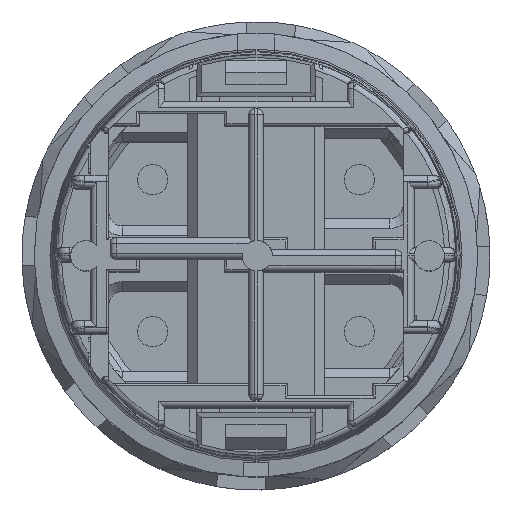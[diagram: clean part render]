
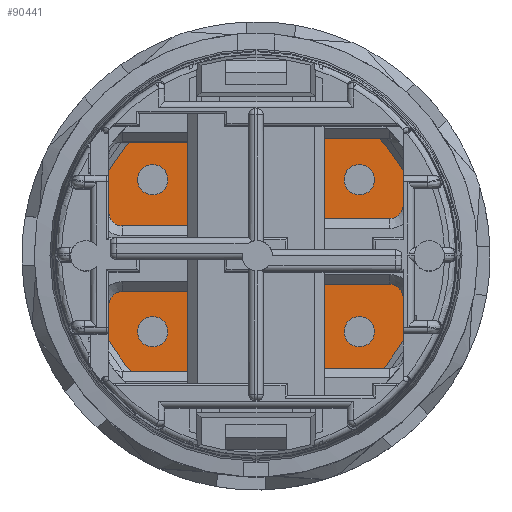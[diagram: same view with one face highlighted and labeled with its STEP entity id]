
A CAD part, top view. The second image highlights one B-rep face of the part: STEP entity #90441.
In plain terms, the highlighted planar face has unit normal (0, 0, 1).
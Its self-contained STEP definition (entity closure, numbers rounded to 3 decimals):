
#252 = DIRECTION ( 'NONE',  ( 0., 0., 1. ) ) ;
#258 = PLANE ( 'NONE',  #87959 ) ;
#260 = CARTESIAN_POINT ( 'NONE',  ( 0., 0., 0.448 ) ) ;
#261 = DIRECTION ( 'NONE',  ( 1., 0., 0. ) ) ;
#1492 = CARTESIAN_POINT ( 'NONE',  ( 5., 6.25, 0.448 ) ) ;
#1496 = CARTESIAN_POINT ( 'NONE',  ( -7.25, 6.25, 0.448 ) ) ;
#1598 = CARTESIAN_POINT ( 'NONE',  ( -5., 6.25, 0.448 ) ) ;
#1612 = CARTESIAN_POINT ( 'NONE',  ( -5., -6.25, 0.448 ) ) ;
#1671 = CARTESIAN_POINT ( 'NONE',  ( 5., -6.25, 0.448 ) ) ;
#1699 = CARTESIAN_POINT ( 'NONE',  ( -14., 0., 0.448 ) ) ;
#3103 = CARTESIAN_POINT ( 'NONE',  ( -8.5, 6.25, 0.448 ) ) ;
#3104 = DIRECTION ( 'NONE',  ( 0., 0., 1. ) ) ;
#3105 = DIRECTION ( 'NONE',  ( -1., 0., 0. ) ) ;
#3113 = CARTESIAN_POINT ( 'NONE',  ( -8.5, -6.25, 0.448 ) ) ;
#3114 = DIRECTION ( 'NONE',  ( 0., 0., 1. ) ) ;
#3115 = DIRECTION ( 'NONE',  ( 1., 0., 0. ) ) ;
#3123 = CARTESIAN_POINT ( 'NONE',  ( 8.5, -6.25, 0.448 ) ) ;
#3124 = DIRECTION ( 'NONE',  ( 0., 0., 1. ) ) ;
#3125 = DIRECTION ( 'NONE',  ( -1., 0., 0. ) ) ;
#3133 = CARTESIAN_POINT ( 'NONE',  ( 8.5, 6.25, 0.448 ) ) ;
#3134 = DIRECTION ( 'NONE',  ( 0., 0., 1. ) ) ;
#3135 = DIRECTION ( 'NONE',  ( 1., 0., 0. ) ) ;
#3329 = CARTESIAN_POINT ( 'NONE',  ( 0., 0., 0.448 ) ) ;
#3331 = DIRECTION ( 'NONE',  ( 0., 0., 1. ) ) ;
#3333 = DIRECTION ( 'NONE',  ( 1., 0., 0. ) ) ;
#3388 = CARTESIAN_POINT ( 'NONE',  ( 0., -6.25, 0.448 ) ) ;
#3390 = DIRECTION ( 'NONE',  ( 0., 0., -1. ) ) ;
#3392 = DIRECTION ( 'NONE',  ( 1., 0., 0. ) ) ;
#3412 = CARTESIAN_POINT ( 'NONE',  ( 0., 6.25, 0.448 ) ) ;
#3414 = DIRECTION ( 'NONE',  ( 0., 0., 1. ) ) ;
#3416 = DIRECTION ( 'NONE',  ( 1., 0., 0. ) ) ;
#3670 = CARTESIAN_POINT ( 'NONE',  ( -8.5, -6.25, 0.448 ) ) ;
#3672 = DIRECTION ( 'NONE',  ( 0., 0., 1. ) ) ;
#3674 = DIRECTION ( 'NONE',  ( 1., 0., 0. ) ) ;
#3677 = CARTESIAN_POINT ( 'NONE',  ( 8.5, 6.25, 0.448 ) ) ;
#3679 = DIRECTION ( 'NONE',  ( 0., 0., 1. ) ) ;
#3680 = DIRECTION ( 'NONE',  ( 1., 0., 0. ) ) ;
#3684 = CARTESIAN_POINT ( 'NONE',  ( 0., 0., 0.448 ) ) ;
#3685 = DIRECTION ( 'NONE',  ( 0., 0., 1. ) ) ;
#3687 = DIRECTION ( 'NONE',  ( 1., 0., 0. ) ) ;
#3690 = CARTESIAN_POINT ( 'NONE',  ( 0., 6.25, 0.448 ) ) ;
#3692 = DIRECTION ( 'NONE',  ( 0., 0., 1. ) ) ;
#3694 = DIRECTION ( 'NONE',  ( 1., 0., 0. ) ) ;
#3697 = CARTESIAN_POINT ( 'NONE',  ( 0., -6.25, 0.448 ) ) ;
#3699 = DIRECTION ( 'NONE',  ( 0., 0., -1. ) ) ;
#3701 = DIRECTION ( 'NONE',  ( 1., 0., 0. ) ) ;
#3705 = CARTESIAN_POINT ( 'NONE',  ( 8.5, -6.25, 0.448 ) ) ;
#3707 = DIRECTION ( 'NONE',  ( 0., 0., 1. ) ) ;
#3708 = DIRECTION ( 'NONE',  ( -1., 0., 0. ) ) ;
#3713 = CARTESIAN_POINT ( 'NONE',  ( -8.5, 6.25, 0.448 ) ) ;
#3714 = DIRECTION ( 'NONE',  ( 0., 0., 1. ) ) ;
#3716 = DIRECTION ( 'NONE',  ( -1., 0., 0. ) ) ;
#4282 = EDGE_CURVE ( 'NONE', #12449, #100569, #9544, .T. ) ;
#4286 = EDGE_CURVE ( 'NONE', #100588, #100587, #9555, .T. ) ;
#4290 = EDGE_CURVE ( 'NONE', #100585, #100564, #9564, .T. ) ;
#4294 = EDGE_CURVE ( 'NONE', #100558, #44231, #9574, .T. ) ;
#4336 = EDGE_CURVE ( 'NONE', #13102, #100488, #9683, .T. ) ;
#4347 = EDGE_CURVE ( 'NONE', #12995, #12766, #9709, .T. ) ;
#4351 = EDGE_CURVE ( 'NONE', #12714, #12442, #9725, .T. ) ;
#4395 = EDGE_CURVE ( 'NONE', #100587, #100588, #9817, .T. ) ;
#4396 = EDGE_CURVE ( 'NONE', #44231, #100558, #9831, .T. ) ;
#4397 = EDGE_CURVE ( 'NONE', #100488, #13102, #9832, .T. ) ;
#4398 = EDGE_CURVE ( 'NONE', #12442, #12714, #9833, .T. ) ;
#4399 = EDGE_CURVE ( 'NONE', #12766, #12995, #9835, .T. ) ;
#4400 = EDGE_CURVE ( 'NONE', #100564, #100585, #9836, .T. ) ;
#4401 = EDGE_CURVE ( 'NONE', #100569, #12449, #9838, .T. ) ;
#9544 = CIRCLE ( 'NONE', #76047, 1.25 ) ;
#9555 = CIRCLE ( 'NONE', #76052, 1.25 ) ;
#9564 = CIRCLE ( 'NONE', #76056, 1.25 ) ;
#9574 = CIRCLE ( 'NONE', #76060, 1.25 ) ;
#9683 = CIRCLE ( 'NONE', #76105, 14. ) ;
#9709 = CIRCLE ( 'NONE', #76116, 5. ) ;
#9725 = CIRCLE ( 'NONE', #76120, 5. ) ;
#9817 = CIRCLE ( 'NONE', #76170, 1.25 ) ;
#9831 = CIRCLE ( 'NONE', #76172, 1.25 ) ;
#9832 = CIRCLE ( 'NONE', #76174, 14. ) ;
#9833 = CIRCLE ( 'NONE', #76176, 5. ) ;
#9835 = CIRCLE ( 'NONE', #76178, 5. ) ;
#9836 = CIRCLE ( 'NONE', #76180, 1.25 ) ;
#9838 = CIRCLE ( 'NONE', #76183, 1.25 ) ;
#12442 = VERTEX_POINT ( 'NONE', #1492 ) ;
#12449 = VERTEX_POINT ( 'NONE', #1496 ) ;
#12714 = VERTEX_POINT ( 'NONE', #1598 ) ;
#12766 = VERTEX_POINT ( 'NONE', #1612 ) ;
#12995 = VERTEX_POINT ( 'NONE', #1671 ) ;
#13102 = VERTEX_POINT ( 'NONE', #1699 ) ;
#44231 = VERTEX_POINT ( 'NONE', #48199 ) ;
#48199 = CARTESIAN_POINT ( 'NONE',  ( 7.25, 6.25, 0.448 ) ) ;
#73332 = FACE_OUTER_BOUND ( 'NONE', #87145, .T. ) ;
#73338 = FACE_BOUND ( 'NONE', #88074, .T. ) ;
#73339 = FACE_BOUND ( 'NONE', #86966, .T. ) ;
#73340 = FACE_BOUND ( 'NONE', #87486, .T. ) ;
#73342 = FACE_BOUND ( 'NONE', #87882, .T. ) ;
#73343 = FACE_BOUND ( 'NONE', #88252, .T. ) ;
#73344 = FACE_BOUND ( 'NONE', #87521, .T. ) ;
#76047 = AXIS2_PLACEMENT_3D ( 'NONE', #3103, #3104, #3105 ) ;
#76052 = AXIS2_PLACEMENT_3D ( 'NONE', #3113, #3114, #3115 ) ;
#76056 = AXIS2_PLACEMENT_3D ( 'NONE', #3123, #3124, #3125 ) ;
#76060 = AXIS2_PLACEMENT_3D ( 'NONE', #3133, #3134, #3135 ) ;
#76105 = AXIS2_PLACEMENT_3D ( 'NONE', #3329, #3331, #3333 ) ;
#76116 = AXIS2_PLACEMENT_3D ( 'NONE', #3388, #3390, #3392 ) ;
#76120 = AXIS2_PLACEMENT_3D ( 'NONE', #3412, #3414, #3416 ) ;
#76170 = AXIS2_PLACEMENT_3D ( 'NONE', #3670, #3672, #3674 ) ;
#76172 = AXIS2_PLACEMENT_3D ( 'NONE', #3677, #3679, #3680 ) ;
#76174 = AXIS2_PLACEMENT_3D ( 'NONE', #3684, #3685, #3687 ) ;
#76176 = AXIS2_PLACEMENT_3D ( 'NONE', #3690, #3692, #3694 ) ;
#76178 = AXIS2_PLACEMENT_3D ( 'NONE', #3697, #3699, #3701 ) ;
#76180 = AXIS2_PLACEMENT_3D ( 'NONE', #3705, #3707, #3708 ) ;
#76183 = AXIS2_PLACEMENT_3D ( 'NONE', #3713, #3714, #3716 ) ;
#80127 = ORIENTED_EDGE ( 'NONE', *, *, #4395, .F. ) ;
#80149 = ORIENTED_EDGE ( 'NONE', *, *, #4286, .F. ) ;
#80190 = ORIENTED_EDGE ( 'NONE', *, *, #4401, .F. ) ;
#80208 = ORIENTED_EDGE ( 'NONE', *, *, #4290, .F. ) ;
#80250 = ORIENTED_EDGE ( 'NONE', *, *, #4294, .F. ) ;
#80252 = ORIENTED_EDGE ( 'NONE', *, *, #4396, .F. ) ;
#80271 = ORIENTED_EDGE ( 'NONE', *, *, #4336, .T. ) ;
#80302 = ORIENTED_EDGE ( 'NONE', *, *, #4399, .T. ) ;
#80312 = ORIENTED_EDGE ( 'NONE', *, *, #4351, .F. ) ;
#80370 = ORIENTED_EDGE ( 'NONE', *, *, #4397, .T. ) ;
#80378 = ORIENTED_EDGE ( 'NONE', *, *, #4398, .F. ) ;
#80392 = ORIENTED_EDGE ( 'NONE', *, *, #4282, .F. ) ;
#80427 = ORIENTED_EDGE ( 'NONE', *, *, #4347, .T. ) ;
#80457 = ORIENTED_EDGE ( 'NONE', *, *, #4400, .F. ) ;
#86966 = EDGE_LOOP ( 'NONE', ( #80127, #80149 ) ) ;
#87145 = EDGE_LOOP ( 'NONE', ( #80370, #80271 ) ) ;
#87486 = EDGE_LOOP ( 'NONE', ( #80302, #80427 ) ) ;
#87521 = EDGE_LOOP ( 'NONE', ( #80190, #80392 ) ) ;
#87882 = EDGE_LOOP ( 'NONE', ( #80252, #80250 ) ) ;
#87959 = AXIS2_PLACEMENT_3D ( 'NONE', #260, #252, #261 ) ;
#88074 = EDGE_LOOP ( 'NONE', ( #80312, #80378 ) ) ;
#88252 = EDGE_LOOP ( 'NONE', ( #80457, #80208 ) ) ;
#90441 = ADVANCED_FACE ( 'NONE', ( #73339, #73342, #73332, #73338, #73340, #73343, #73344 ), #258, .T. ) ;
#98701 = CARTESIAN_POINT ( 'NONE',  ( 14., 0., 0.448 ) ) ;
#98770 = CARTESIAN_POINT ( 'NONE',  ( 9.75, 6.25, 0.448 ) ) ;
#98776 = CARTESIAN_POINT ( 'NONE',  ( 7.25, -6.25, 0.448 ) ) ;
#98781 = CARTESIAN_POINT ( 'NONE',  ( -9.75, 6.25, 0.448 ) ) ;
#98797 = CARTESIAN_POINT ( 'NONE',  ( 9.75, -6.25, 0.448 ) ) ;
#98799 = CARTESIAN_POINT ( 'NONE',  ( -9.75, -6.25, 0.448 ) ) ;
#98800 = CARTESIAN_POINT ( 'NONE',  ( -7.25, -6.25, 0.448 ) ) ;
#100488 = VERTEX_POINT ( 'NONE', #98701 ) ;
#100558 = VERTEX_POINT ( 'NONE', #98770 ) ;
#100564 = VERTEX_POINT ( 'NONE', #98776 ) ;
#100569 = VERTEX_POINT ( 'NONE', #98781 ) ;
#100585 = VERTEX_POINT ( 'NONE', #98797 ) ;
#100587 = VERTEX_POINT ( 'NONE', #98799 ) ;
#100588 = VERTEX_POINT ( 'NONE', #98800 ) ;
